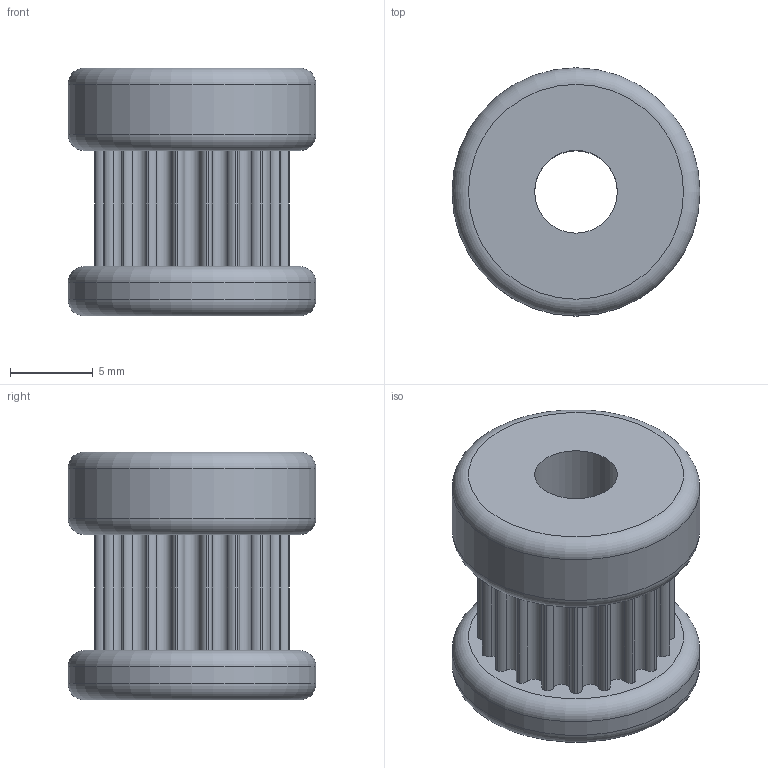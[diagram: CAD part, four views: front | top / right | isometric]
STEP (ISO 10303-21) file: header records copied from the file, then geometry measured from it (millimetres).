
FILE_DESCRIPTION(('FreeCAD Model'),'2;1');
FILE_NAME('Open CASCADE Shape Model','2024-01-07T15:16:59',('Author'),( ''),'Open CASCADE STEP processor 7.6','FreeCAD','Unknown');
FILE_SCHEMA(('AUTOMOTIVE_DESIGN { 1 0 10303 214 1 1 1 1 }'));
Length unit declared in the file: millimetre
Products named in the file (1): Body
Bounding box: 15 x 15 x 15 mm (x, y, z)
Volume: 1734.1 mm3; surface area: 1395.3 mm2
Topology: 1 solids, 1 shells, 91 faces, 257 edges, 170 vertices
Faces by surface type: cylinder 83, torus 4, plane 4
Full cylindrical faces by diameter (mm): 5 x1, 15 x2
Entity records: 6426 total; most frequent: DIRECTION 1127, CARTESIAN_POINT 1045, ORIENTED_EDGE 514, PCURVE 514, DEFINITIONAL_REPRESENTATION 514, LINE 431, VECTOR 431, CIRCLE 338
